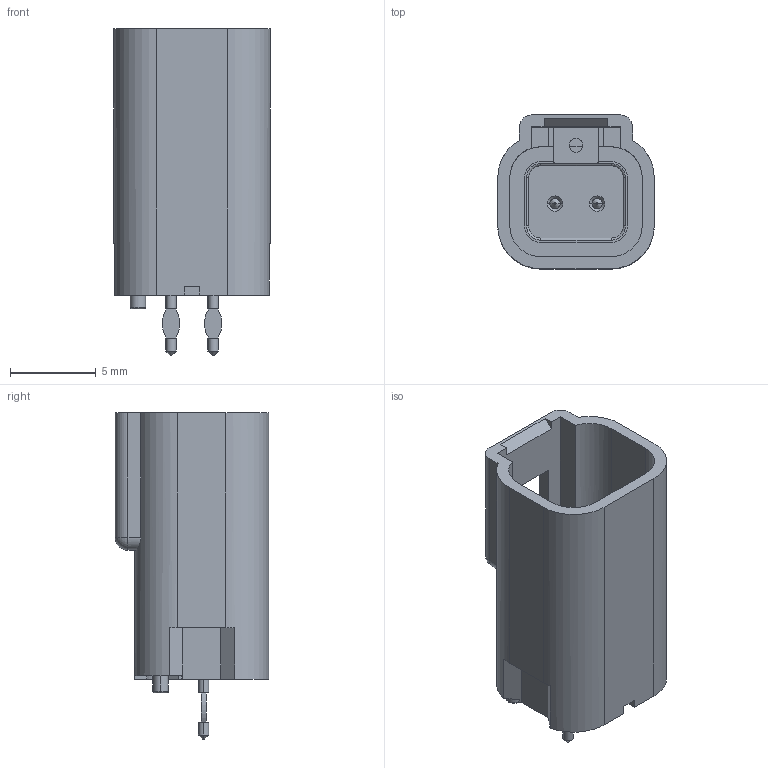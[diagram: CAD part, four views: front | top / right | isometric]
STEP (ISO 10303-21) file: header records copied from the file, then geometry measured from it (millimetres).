
FILE_DESCRIPTION (( 'STEP AP214' ), '1' );
FILE_NAME ('565-002-420-101.STEP', '2020-07-27T15:04:37', ( '' ), ( '' ), 'SwSTEP 2.0', 'SolidWorks 2020', '' );
FILE_SCHEMA (( 'AUTOMOTIVE_DESIGN' ));
Length unit declared in the file: millimetre
Products named in the file (4): 565-002-420-101; 565-002-420-101_Housing; 565-002-420-101_Silicon Rubber; 565-002-420-101_Pin
Assembly tree (4 placements, depth 2):
  565-002-420-101
    565-002-420-101_Housing
    565-002-420-101_Silicon Rubber
    565-002-420-101_Pin  x2
Bounding box: 9.1 x 8.95 x 19 mm (x, y, z)
Volume: 510.6 mm3; surface area: 1485 mm2
Topology: 4 solids, 4 shells, 404 faces, 1063 edges, 686 vertices
Faces by surface type: plane 198, cylinder 140, torus 42, cone 16, bspline 6, sphere 2
Entity records: 12353 total; most frequent: CARTESIAN_POINT 2456, DIRECTION 2121, ORIENTED_EDGE 2010, EDGE_CURVE 1005, AXIS2_PLACEMENT_3D 755, VERTEX_POINT 650, LINE 611, VECTOR 611
